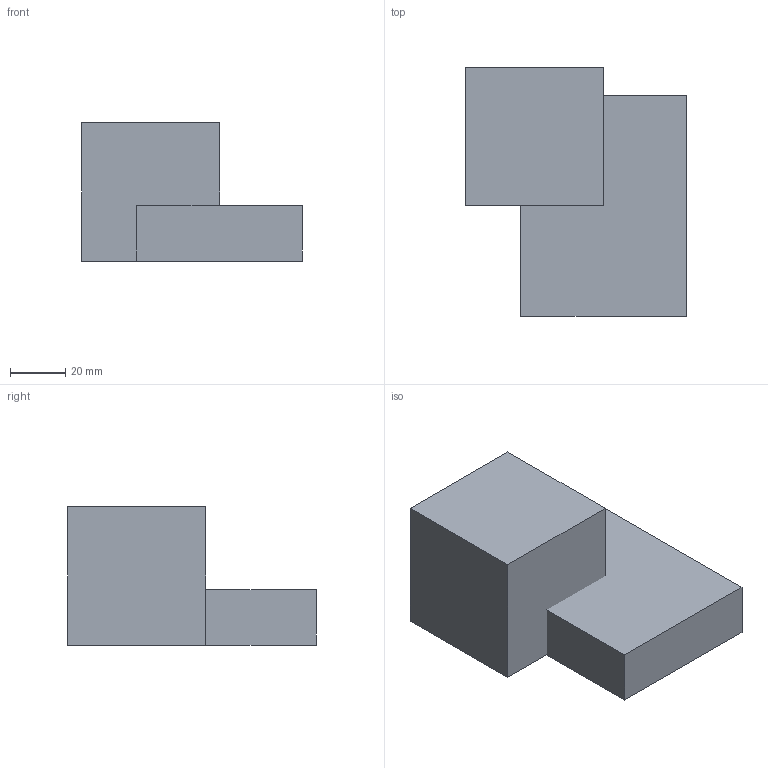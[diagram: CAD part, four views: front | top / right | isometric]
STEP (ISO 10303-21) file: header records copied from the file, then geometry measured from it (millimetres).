
FILE_DESCRIPTION(('FreeCAD Model'),'2;1');
FILE_NAME( 'CubeCom.step', '2019-08-22T22:24:52',('Author'),(''), 'Open CASCADE STEP processor 7.3','FreeCAD','Unknown');
FILE_SCHEMA(('AUTOMOTIVE_DESIGN { 1 0 10303 214 1 1 1 1 }'));
Length unit declared in the file: millimetre
Products named in the file (5): CubeCompilation; Sketch; Cube806020; Sketch001; Cube50
Assembly tree (4 placements, depth 2):
  CubeCompilation
    Sketch
    Cube806020
    Sketch001
    Cube50
Bounding box: 80 x 90 x 50 mm (x, y, z)
Volume: 221000 mm3; surface area: 30200 mm2
Topology: 2 solids, 2 shells, 12 faces, 32 edges, 32 vertices
Faces by surface type: plane 12
Entity records: 799 total; most frequent: CARTESIAN_POINT 129, DIRECTION 114, LINE 80, VECTOR 80, ORIENTED_EDGE 48, PCURVE 48, DEFINITIONAL_REPRESENTATION 48, EDGE_CURVE 24
